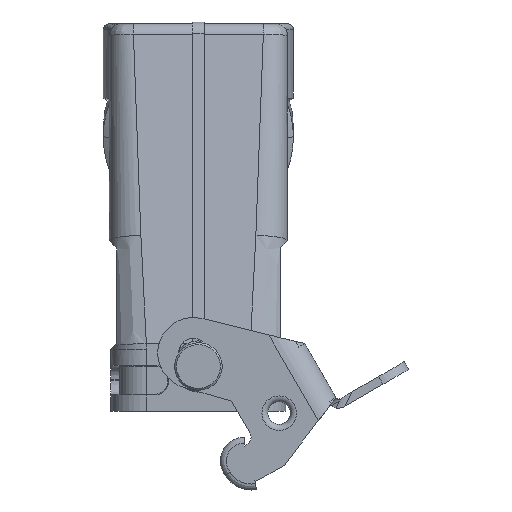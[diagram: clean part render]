
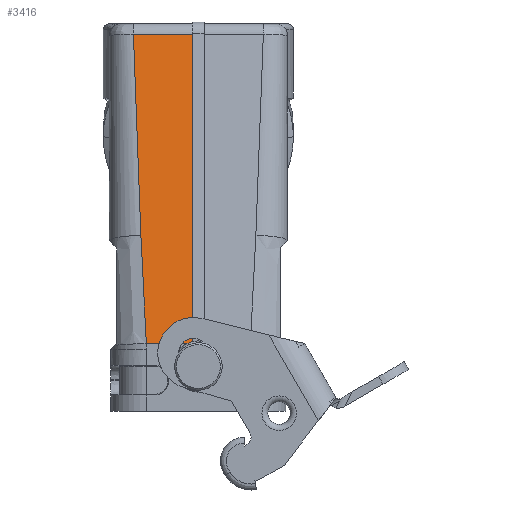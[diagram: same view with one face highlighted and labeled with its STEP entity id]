
A CAD part, left-side view. The second image highlights one B-rep face of the part: STEP entity #3416.
In plain terms, the highlighted planar face has unit normal (-0.99, 0, 0.139).
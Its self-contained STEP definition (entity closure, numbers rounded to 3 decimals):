
#3416=ADVANCED_FACE('F108',(#4138),#3810,.F.);
#3810=PLANE('',#11292);
#4138=FACE_OUTER_BOUND('',#4585,.T.);
#4585=EDGE_LOOP('',(#6503,#6504,#6505,#6506,#6507));
#5174=B_SPLINE_CURVE_WITH_KNOTS('',3,(#16796,#16797,#16798,#16799,#16800),
 .UNSPECIFIED.,.F.,.F.,(4,1,4),(0.,0.02,1.),.UNSPECIFIED.);
#5177=B_SPLINE_CURVE_WITH_KNOTS('',1,(#16844,#16845),.UNSPECIFIED.,.F.,
 .F.,(2,2),(0.,1.),.UNSPECIFIED.);
#5178=B_SPLINE_CURVE_WITH_KNOTS('',3,(#16846,#16847,#16848,#16849,#16850,
#16851,#16852,#16853,#16854,#16855,#16856,#16857,#16858,#16859),
 .UNSPECIFIED.,.F.,.F.,(4,2,2,2,2,2,4),(0.,0.023,0.125,
0.249,0.499,0.749,1.),.UNSPECIFIED.);
#5179=B_SPLINE_CURVE_WITH_KNOTS('',1,(#16861,#16862),.UNSPECIFIED.,.F.,
 .F.,(2,2),(0.,1.),.UNSPECIFIED.);
#6503=ORIENTED_EDGE('',*,*,#9382,.F.);
#6504=ORIENTED_EDGE('',*,*,#9379,.F.);
#6505=ORIENTED_EDGE('',*,*,#9383,.F.);
#6506=ORIENTED_EDGE('',*,*,#9384,.T.);
#6507=ORIENTED_EDGE('',*,*,#8793,.F.);
#7957=VERTEX_POINT('',#13911);
#7958=VERTEX_POINT('',#13913);
#8342=VERTEX_POINT('',#16794);
#8344=VERTEX_POINT('',#16801);
#8346=VERTEX_POINT('',#16860);
#8793=EDGE_CURVE('E333',#7957,#7958,#10015,.T.);
#9379=EDGE_CURVE('E284',#8342,#8344,#5174,.T.);
#9382=EDGE_CURVE('E334',#8344,#7957,#5177,.T.);
#9383=EDGE_CURVE('E287',#8346,#8342,#5178,.T.);
#9384=EDGE_CURVE('E11',#8346,#7958,#5179,.T.);
#10015=LINE('',#13912,#10502);
#10502=VECTOR('',#11766,1.);
#11292=AXIS2_PLACEMENT_3D('',#16863,#12568,#12569);
#11766=DIRECTION('',(-0.139,0.,-0.99));
#12568=DIRECTION('',(0.99,0.,-0.139));
#12569=DIRECTION('',(-0.139,0.,-0.99));
#13911=CARTESIAN_POINT('',(-32.181,1.,67.578));
#13912=CARTESIAN_POINT('',(-32.181,1.,67.578));
#13913=CARTESIAN_POINT('',(-39.5,1.,15.5));
#16794=CARTESIAN_POINT('',(-36.946,9.676,33.675));
#16796=CARTESIAN_POINT('',(-36.946,9.676,33.675));
#16797=CARTESIAN_POINT('',(-36.914,9.684,33.902));
#16798=CARTESIAN_POINT('',(-35.326,10.104,45.203));
#16799=CARTESIAN_POINT('',(-33.737,10.524,56.504));
#16800=CARTESIAN_POINT('',(-32.181,10.936,67.578));
#16801=CARTESIAN_POINT('',(-32.181,10.936,67.578));
#16844=CARTESIAN_POINT('',(-32.181,10.936,67.578));
#16845=CARTESIAN_POINT('',(-32.181,1.,67.578));
#16846=CARTESIAN_POINT('',(-39.5,8.752,15.5));
#16847=CARTESIAN_POINT('',(-39.481,8.754,15.638));
#16848=CARTESIAN_POINT('',(-39.461,8.755,15.777));
#16849=CARTESIAN_POINT('',(-39.355,8.766,16.533));
#16850=CARTESIAN_POINT('',(-39.268,8.783,17.15));
#16851=CARTESIAN_POINT('',(-39.075,8.825,18.524));
#16852=CARTESIAN_POINT('',(-38.969,8.854,19.281));
#16853=CARTESIAN_POINT('',(-38.65,8.956,21.551));
#16854=CARTESIAN_POINT('',(-38.437,9.041,23.063));
#16855=CARTESIAN_POINT('',(-38.012,9.226,26.087));
#16856=CARTESIAN_POINT('',(-37.8,9.325,27.6));
#16857=CARTESIAN_POINT('',(-37.373,9.512,30.632));
#16858=CARTESIAN_POINT('',(-37.16,9.598,32.153));
#16859=CARTESIAN_POINT('',(-36.946,9.676,33.675));
#16860=CARTESIAN_POINT('',(-39.5,8.763,15.5));
#16861=CARTESIAN_POINT('',(-39.5,8.752,15.5));
#16862=CARTESIAN_POINT('',(-39.5,1.,15.5));
#16863=CARTESIAN_POINT('',(-31.542,0.,72.125));
